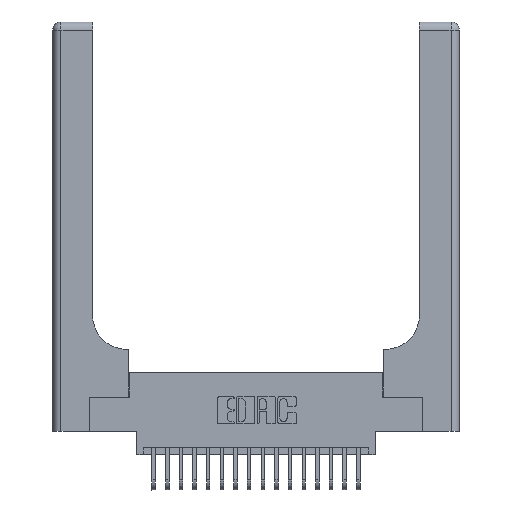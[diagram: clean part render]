
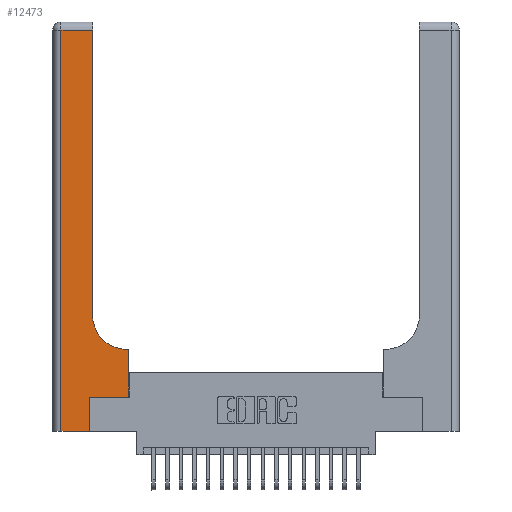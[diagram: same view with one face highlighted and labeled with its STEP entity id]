
A CAD part, top view. The second image highlights one B-rep face of the part: STEP entity #12473.
In plain terms, the highlighted planar face has unit normal (0, 0, 1).
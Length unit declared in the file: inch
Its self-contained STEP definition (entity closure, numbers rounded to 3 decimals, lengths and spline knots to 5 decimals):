
#302 = DIRECTION ( 'NONE',  ( 0., -1., 0. ) ) ;
#411 = LINE ( 'NONE', #20950, #17189 ) ;
#542 = LINE ( 'NONE', #14337, #8832 ) ;
#544 = CARTESIAN_POINT ( 'NONE',  ( 0., 0., 0.37 ) ) ;
#610 = EDGE_CURVE ( 'NONE', #19103, #14466, #3727, .T. ) ;
#934 = DIRECTION ( 'NONE',  ( -1., 0., 0. ) ) ;
#1209 = DIRECTION ( 'NONE',  ( 0., 0., -1. ) ) ;
#1629 = DIRECTION ( 'NONE',  ( -1., 0., 0. ) ) ;
#1880 = CARTESIAN_POINT ( 'NONE',  ( 0.269, 0., 0.37 ) ) ;
#1891 = ORIENTED_EDGE ( 'NONE', *, *, #17983, .T. ) ;
#2512 = CARTESIAN_POINT ( 'NONE',  ( 0.269, 0.25, 0.37 ) ) ;
#2837 = PLANE ( 'NONE',  #20179 ) ;
#3071 = VERTEX_POINT ( 'NONE', #20618 ) ;
#3304 = VERTEX_POINT ( 'NONE', #19659 ) ;
#3337 = ORIENTED_EDGE ( 'NONE', *, *, #13128, .T. ) ;
#3574 = CARTESIAN_POINT ( 'NONE',  ( 0.269, 0.25, 0.37 ) ) ;
#3591 = EDGE_LOOP ( 'NONE', ( #3337, #18972, #8286, #19264, #1891, #13106, #6093, #4774, #9423 ) ) ;
#3727 = LINE ( 'NONE', #12338, #20789 ) ;
#4236 = CARTESIAN_POINT ( 'NONE',  ( 0.2915, 0.85, 0.37 ) ) ;
#4449 = EDGE_CURVE ( 'NONE', #3304, #6887, #11980, .T. ) ;
#4774 = ORIENTED_EDGE ( 'NONE', *, *, #14216, .T. ) ;
#5248 = DIRECTION ( 'NONE',  ( 1., 0., 0. ) ) ;
#6093 = ORIENTED_EDGE ( 'NONE', *, *, #4449, .T. ) ;
#6454 = VERTEX_POINT ( 'NONE', #4236 ) ;
#6887 = VERTEX_POINT ( 'NONE', #16532 ) ;
#7191 = VECTOR ( 'NONE', #302, 39.37008 ) ;
#7580 = VERTEX_POINT ( 'NONE', #10358 ) ;
#7727 = VECTOR ( 'NONE', #10603, 39.37008 ) ;
#7848 = CARTESIAN_POINT ( 'NONE',  ( 0.2915, 3., 0.37 ) ) ;
#8086 = EDGE_CURVE ( 'NONE', #14466, #7580, #19896, .T. ) ;
#8286 = ORIENTED_EDGE ( 'NONE', *, *, #8086, .T. ) ;
#8435 = VECTOR ( 'NONE', #10452, 39.37008 ) ;
#8480 = CIRCLE ( 'NONE', #8997, 0.25 ) ;
#8832 = VECTOR ( 'NONE', #15925, 39.37008 ) ;
#8939 = LINE ( 'NONE', #544, #8435 ) ;
#8997 = AXIS2_PLACEMENT_3D ( 'NONE', #18934, #9359, #20500 ) ;
#9242 = LINE ( 'NONE', #3574, #17248 ) ;
#9359 = DIRECTION ( 'NONE',  ( 0., 0., -1. ) ) ;
#9423 = ORIENTED_EDGE ( 'NONE', *, *, #13566, .T. ) ;
#9451 = DIRECTION ( 'NONE',  ( 0., 1., 0. ) ) ;
#10358 = CARTESIAN_POINT ( 'NONE',  ( 0.06, 0., 0.37 ) ) ;
#10452 = DIRECTION ( 'NONE',  ( 1., 0., 0. ) ) ;
#10603 = DIRECTION ( 'NONE',  ( 0., 1., 0. ) ) ;
#11015 = CARTESIAN_POINT ( 'NONE',  ( 0., 3., 0.37 ) ) ;
#11566 = VERTEX_POINT ( 'NONE', #2512 ) ;
#11726 = VECTOR ( 'NONE', #9451, 39.37008 ) ;
#11753 = CARTESIAN_POINT ( 'NONE',  ( 0.06, 3., 0.37 ) ) ;
#11980 = LINE ( 'NONE', #12147, #7727 ) ;
#12147 = CARTESIAN_POINT ( 'NONE',  ( 0.5585, 0.25, 0.37 ) ) ;
#12338 = CARTESIAN_POINT ( 'NONE',  ( 0., 2.94, 0.37 ) ) ;
#12473 = ADVANCED_FACE ( 'NONE', ( #18749 ), #2837, .F. ) ;
#12615 = DIRECTION ( 'NONE',  ( -1., 0., 0. ) ) ;
#13106 = ORIENTED_EDGE ( 'NONE', *, *, #20596, .T. ) ;
#13128 = EDGE_CURVE ( 'NONE', #6454, #19103, #16468, .T. ) ;
#13566 = EDGE_CURVE ( 'NONE', #3071, #6454, #8480, .T. ) ;
#14216 = EDGE_CURVE ( 'NONE', #6887, #3071, #411, .T. ) ;
#14337 = CARTESIAN_POINT ( 'NONE',  ( 0.269, 0., 0.37 ) ) ;
#14463 = EDGE_CURVE ( 'NONE', #7580, #15077, #8939, .T. ) ;
#14466 = VERTEX_POINT ( 'NONE', #19990 ) ;
#15077 = VERTEX_POINT ( 'NONE', #1880 ) ;
#15925 = DIRECTION ( 'NONE',  ( 0., 1., 0. ) ) ;
#16468 = LINE ( 'NONE', #7848, #11726 ) ;
#16532 = CARTESIAN_POINT ( 'NONE',  ( 0.5585, 0.6, 0.37 ) ) ;
#17189 = VECTOR ( 'NONE', #1629, 39.37008 ) ;
#17248 = VECTOR ( 'NONE', #5248, 39.37008 ) ;
#17983 = EDGE_CURVE ( 'NONE', #15077, #11566, #542, .T. ) ;
#18749 = FACE_OUTER_BOUND ( 'NONE', #3591, .T. ) ;
#18934 = CARTESIAN_POINT ( 'NONE',  ( 0.5415, 0.85, 0.37 ) ) ;
#18972 = ORIENTED_EDGE ( 'NONE', *, *, #610, .T. ) ;
#19103 = VERTEX_POINT ( 'NONE', #20872 ) ;
#19264 = ORIENTED_EDGE ( 'NONE', *, *, #14463, .T. ) ;
#19659 = CARTESIAN_POINT ( 'NONE',  ( 0.5585, 0.25, 0.37 ) ) ;
#19896 = LINE ( 'NONE', #11753, #7191 ) ;
#19990 = CARTESIAN_POINT ( 'NONE',  ( 0.06, 2.94, 0.37 ) ) ;
#20179 = AXIS2_PLACEMENT_3D ( 'NONE', #11015, #1209, #12615 ) ;
#20500 = DIRECTION ( 'NONE',  ( 1., 0., 0. ) ) ;
#20596 = EDGE_CURVE ( 'NONE', #11566, #3304, #9242, .T. ) ;
#20618 = CARTESIAN_POINT ( 'NONE',  ( 0.5415, 0.6, 0.37 ) ) ;
#20789 = VECTOR ( 'NONE', #934, 39.37008 ) ;
#20872 = CARTESIAN_POINT ( 'NONE',  ( 0.2915, 2.94, 0.37 ) ) ;
#20950 = CARTESIAN_POINT ( 'NONE',  ( 0.2915, 0.6, 0.37 ) ) ;
